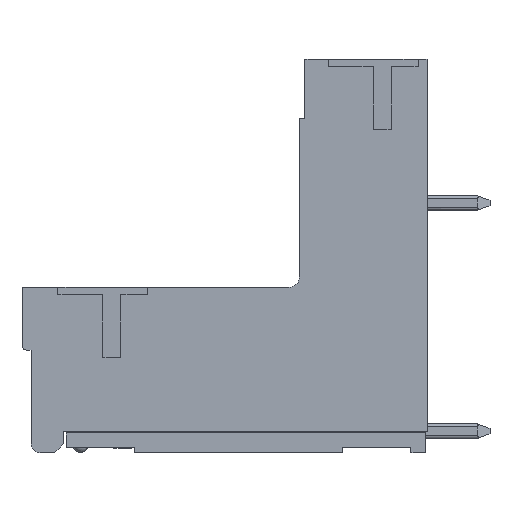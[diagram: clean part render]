
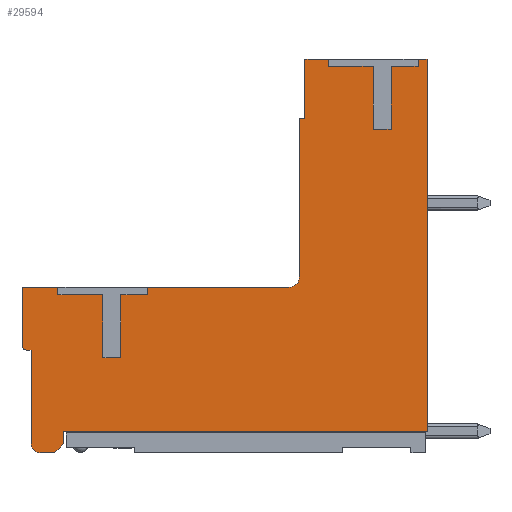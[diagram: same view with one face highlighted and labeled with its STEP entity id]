
A CAD part, left-side view. The second image highlights one B-rep face of the part: STEP entity #29594.
In plain terms, the highlighted planar face has unit normal (-1, 0, 0).
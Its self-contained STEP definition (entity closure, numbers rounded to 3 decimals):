
#7398=CARTESIAN_POINT('',(-19.613,-2.564,18.954));
#7399=VERTEX_POINT('',#7398);
#7406=CARTESIAN_POINT('',(-19.613,-2.564,0.));
#7407=VERTEX_POINT('',#7406);
#7408=CARTESIAN_POINT('',(-19.613,-2.564,18.954));
#7409=DIRECTION('',(0.,0.,-1.));
#7410=VECTOR('',#7409,18.954);
#7411=LINE('',#7408,#7410);
#7412=EDGE_CURVE('',#7399,#7407,#7411,.T.);
#8245=CARTESIAN_POINT('',(-19.613,15.96,0.));
#8246=VERTEX_POINT('',#8245);
#8247=CARTESIAN_POINT('',(-19.613,-2.564,0.));
#8248=DIRECTION('',(0.,1.,0.));
#8249=VECTOR('',#8248,18.523);
#8250=LINE('',#8247,#8249);
#8251=EDGE_CURVE('',#7407,#8246,#8250,.T.);
#28175=CARTESIAN_POINT('',(-19.613,15.96,-0.641));
#28176=VERTEX_POINT('',#28175);
#28177=CARTESIAN_POINT('',(-19.613,15.96,0.));
#28178=DIRECTION('',(0.,0.,-1.));
#28179=VECTOR('',#28178,0.641);
#28180=LINE('',#28177,#28179);
#28181=EDGE_CURVE('',#8246,#28176,#28180,.T.);
#28199=CARTESIAN_POINT('',(-19.613,16.417,-1.099));
#28200=VERTEX_POINT('',#28199);
#28201=CARTESIAN_POINT('',(-19.613,15.96,-0.641));
#28202=DIRECTION('',(0.,0.707,-0.707));
#28203=VECTOR('',#28202,0.647);
#28204=LINE('',#28201,#28203);
#28205=EDGE_CURVE('',#28176,#28200,#28204,.T.);
#28223=CARTESIAN_POINT('',(-19.613,17.159,-1.099));
#28224=VERTEX_POINT('',#28223);
#28225=CARTESIAN_POINT('',(-19.613,16.417,-1.099));
#28226=DIRECTION('',(0.,1.,0.));
#28227=VECTOR('',#28226,0.742);
#28228=LINE('',#28225,#28227);
#28229=EDGE_CURVE('',#28200,#28224,#28228,.T.);
#28247=CARTESIAN_POINT('',(-19.613,17.617,-0.641));
#28248=VERTEX_POINT('',#28247);
#28249=CARTESIAN_POINT('',(-19.613,17.159,-0.641));
#28250=DIRECTION('',(0.,0.,-1.));
#28251=DIRECTION('',(1.,0.,0.));
#28252=AXIS2_PLACEMENT_3D('',#28249,#28251,#28250);
#28253=CIRCLE('',#28252,0.458);
#28254=EDGE_CURVE('',#28224,#28248,#28253,.T.);
#28272=CARTESIAN_POINT('',(-19.613,17.617,4.12));
#28273=VERTEX_POINT('',#28272);
#28274=CARTESIAN_POINT('',(-19.613,17.617,-0.641));
#28275=DIRECTION('',(0.,0.,1.));
#28276=VECTOR('',#28275,4.761);
#28277=LINE('',#28274,#28276);
#28278=EDGE_CURVE('',#28248,#28273,#28277,.T.);
#28296=CARTESIAN_POINT('',(-19.613,17.809,4.12));
#28297=VERTEX_POINT('',#28296);
#28298=CARTESIAN_POINT('',(-19.613,17.617,4.12));
#28299=DIRECTION('',(0.,1.,0.));
#28300=VECTOR('',#28299,0.192);
#28301=LINE('',#28298,#28300);
#28302=EDGE_CURVE('',#28273,#28297,#28301,.T.);
#28320=CARTESIAN_POINT('',(-19.613,18.084,4.395));
#28321=VERTEX_POINT('',#28320);
#28322=CARTESIAN_POINT('',(-19.613,17.809,4.395));
#28323=DIRECTION('',(0.,0.,-1.));
#28324=DIRECTION('',(1.,0.,0.));
#28325=AXIS2_PLACEMENT_3D('',#28322,#28324,#28323);
#28326=CIRCLE('',#28325,0.275);
#28327=EDGE_CURVE('',#28297,#28321,#28326,.T.);
#28345=CARTESIAN_POINT('',(-19.613,18.084,7.325));
#28346=VERTEX_POINT('',#28345);
#28347=CARTESIAN_POINT('',(-19.613,18.084,4.395));
#28348=DIRECTION('',(0.,0.,1.));
#28349=VECTOR('',#28348,2.93);
#28350=LINE('',#28347,#28349);
#28351=EDGE_CURVE('',#28321,#28346,#28350,.T.);
#28369=CARTESIAN_POINT('',(-19.613,16.253,7.325));
#28370=VERTEX_POINT('',#28369);
#28371=CARTESIAN_POINT('',(-19.613,18.084,7.325));
#28372=DIRECTION('',(0.,-1.,0.));
#28373=VECTOR('',#28372,1.831);
#28374=LINE('',#28371,#28373);
#28375=EDGE_CURVE('',#28346,#28370,#28374,.T.);
#28393=CARTESIAN_POINT('',(-19.613,11.674,7.325));
#28394=VERTEX_POINT('',#28393);
#28401=CARTESIAN_POINT('',(-19.613,4.487,7.325));
#28402=VERTEX_POINT('',#28401);
#28403=CARTESIAN_POINT('',(-19.613,11.674,7.325));
#28404=DIRECTION('',(0.,-1.,0.));
#28405=VECTOR('',#28404,7.188);
#28406=LINE('',#28403,#28405);
#28407=EDGE_CURVE('',#28394,#28402,#28406,.T.);
#28914=CARTESIAN_POINT('',(-19.613,3.937,7.875));
#28915=VERTEX_POINT('',#28914);
#28924=CARTESIAN_POINT('',(-19.613,4.487,7.875));
#28925=DIRECTION('',(0.,0.,-1.));
#28926=DIRECTION('',(-1.,0.,0.));
#28927=AXIS2_PLACEMENT_3D('',#28924,#28926,#28925);
#28928=CIRCLE('',#28927,0.549);
#28929=EDGE_CURVE('',#28402,#28915,#28928,.T.);
#28939=CARTESIAN_POINT('',(-19.613,3.937,15.932));
#28940=VERTEX_POINT('',#28939);
#28941=CARTESIAN_POINT('',(-19.613,3.937,7.875));
#28942=DIRECTION('',(0.,0.,1.));
#28943=VECTOR('',#28942,8.058);
#28944=LINE('',#28941,#28943);
#28945=EDGE_CURVE('',#28915,#28940,#28944,.T.);
#28963=CARTESIAN_POINT('',(-19.613,3.663,15.932));
#28964=VERTEX_POINT('',#28963);
#28965=CARTESIAN_POINT('',(-19.613,3.937,15.932));
#28966=DIRECTION('',(0.,-1.,0.));
#28967=VECTOR('',#28966,0.275);
#28968=LINE('',#28965,#28967);
#28969=EDGE_CURVE('',#28940,#28964,#28968,.T.);
#28987=CARTESIAN_POINT('',(-19.613,3.663,18.954));
#28988=VERTEX_POINT('',#28987);
#28989=CARTESIAN_POINT('',(-19.613,3.663,15.932));
#28990=DIRECTION('',(0.,0.,1.));
#28991=VECTOR('',#28990,3.022);
#28992=LINE('',#28989,#28991);
#28993=EDGE_CURVE('',#28964,#28988,#28992,.T.);
#29011=CARTESIAN_POINT('',(-19.613,-2.106,18.954));
#29012=VERTEX_POINT('',#29011);
#29013=CARTESIAN_POINT('',(-19.613,-2.106,18.954));
#29014=DIRECTION('',(0.,-1.,0.));
#29015=VECTOR('',#29014,0.458);
#29016=LINE('',#29013,#29015);
#29017=EDGE_CURVE('',#29012,#7399,#29016,.T.);
#29026=CARTESIAN_POINT('',(-19.613,2.472,18.954));
#29027=VERTEX_POINT('',#29026);
#29028=CARTESIAN_POINT('',(-19.613,3.663,18.954));
#29029=DIRECTION('',(0.,-1.,0.));
#29030=VECTOR('',#29029,1.19);
#29031=LINE('',#29028,#29030);
#29032=EDGE_CURVE('',#28988,#29027,#29031,.T.);
#29461=CARTESIAN_POINT('',(-19.613,0.,0.));
#29462=DIRECTION('',(0.,0.,-1.));
#29463=DIRECTION('',(-1.,-0.,-0.));
#29464=AXIS2_PLACEMENT_3D('',#29461,#29463,#29462);
#29465=PLANE('',#29464);
#29466=ORIENTED_EDGE('',*,*,#29017,.F.);
#29467=CARTESIAN_POINT('',(-19.613,-2.106,18.587));
#29468=VERTEX_POINT('',#29467);
#29469=CARTESIAN_POINT('',(-19.613,-2.106,18.954));
#29470=DIRECTION('',(0.,0.,-1.));
#29471=VECTOR('',#29470,0.366);
#29472=LINE('',#29469,#29471);
#29473=EDGE_CURVE('',#29012,#29468,#29472,.T.);
#29474=ORIENTED_EDGE('',*,*,#29473,.T.);
#29475=CARTESIAN_POINT('',(-19.613,-0.733,18.587));
#29476=VERTEX_POINT('',#29475);
#29477=CARTESIAN_POINT('',(-19.613,-2.106,18.587));
#29478=DIRECTION('',(0.,1.,0.));
#29479=VECTOR('',#29478,1.373);
#29480=LINE('',#29477,#29479);
#29481=EDGE_CURVE('',#29468,#29476,#29480,.T.);
#29482=ORIENTED_EDGE('',*,*,#29481,.T.);
#29483=CARTESIAN_POINT('',(-19.613,-0.733,15.383));
#29484=VERTEX_POINT('',#29483);
#29485=CARTESIAN_POINT('',(-19.613,-0.733,18.587));
#29486=DIRECTION('',(0.,0.,-1.));
#29487=VECTOR('',#29486,3.205);
#29488=LINE('',#29485,#29487);
#29489=EDGE_CURVE('',#29476,#29484,#29488,.T.);
#29490=ORIENTED_EDGE('',*,*,#29489,.T.);
#29491=CARTESIAN_POINT('',(-19.613,0.183,15.383));
#29492=VERTEX_POINT('',#29491);
#29493=CARTESIAN_POINT('',(-19.613,-0.733,15.383));
#29494=DIRECTION('',(0.,1.,0.));
#29495=VECTOR('',#29494,0.916);
#29496=LINE('',#29493,#29495);
#29497=EDGE_CURVE('',#29484,#29492,#29496,.T.);
#29498=ORIENTED_EDGE('',*,*,#29497,.T.);
#29499=CARTESIAN_POINT('',(-19.613,0.183,18.587));
#29500=VERTEX_POINT('',#29499);
#29501=CARTESIAN_POINT('',(-19.613,0.183,15.383));
#29502=DIRECTION('',(0.,0.,1.));
#29503=VECTOR('',#29502,3.205);
#29504=LINE('',#29501,#29503);
#29505=EDGE_CURVE('',#29492,#29500,#29504,.T.);
#29506=ORIENTED_EDGE('',*,*,#29505,.T.);
#29507=CARTESIAN_POINT('',(-19.613,2.472,18.587));
#29508=VERTEX_POINT('',#29507);
#29509=CARTESIAN_POINT('',(-19.613,0.183,18.587));
#29510=DIRECTION('',(0.,1.,0.));
#29511=VECTOR('',#29510,2.289);
#29512=LINE('',#29509,#29511);
#29513=EDGE_CURVE('',#29500,#29508,#29512,.T.);
#29514=ORIENTED_EDGE('',*,*,#29513,.T.);
#29515=CARTESIAN_POINT('',(-19.613,2.472,18.587));
#29516=DIRECTION('',(0.,0.,1.));
#29517=VECTOR('',#29516,0.366);
#29518=LINE('',#29515,#29517);
#29519=EDGE_CURVE('',#29508,#29027,#29518,.T.);
#29520=ORIENTED_EDGE('',*,*,#29519,.T.);
#29521=ORIENTED_EDGE('',*,*,#29032,.F.);
#29522=ORIENTED_EDGE('',*,*,#28993,.F.);
#29523=ORIENTED_EDGE('',*,*,#28969,.F.);
#29524=ORIENTED_EDGE('',*,*,#28945,.F.);
#29525=ORIENTED_EDGE('',*,*,#28929,.F.);
#29526=ORIENTED_EDGE('',*,*,#28407,.F.);
#29527=CARTESIAN_POINT('',(-19.613,11.674,6.959));
#29528=VERTEX_POINT('',#29527);
#29529=CARTESIAN_POINT('',(-19.613,11.674,7.325));
#29530=DIRECTION('',(0.,0.,-1.));
#29531=VECTOR('',#29530,0.366);
#29532=LINE('',#29529,#29531);
#29533=EDGE_CURVE('',#28394,#29528,#29532,.T.);
#29534=ORIENTED_EDGE('',*,*,#29533,.T.);
#29535=CARTESIAN_POINT('',(-19.613,13.048,6.959));
#29536=VERTEX_POINT('',#29535);
#29537=CARTESIAN_POINT('',(-19.613,11.674,6.959));
#29538=DIRECTION('',(0.,1.,0.));
#29539=VECTOR('',#29538,1.373);
#29540=LINE('',#29537,#29539);
#29541=EDGE_CURVE('',#29528,#29536,#29540,.T.);
#29542=ORIENTED_EDGE('',*,*,#29541,.T.);
#29543=CARTESIAN_POINT('',(-19.613,13.048,3.754));
#29544=VERTEX_POINT('',#29543);
#29545=CARTESIAN_POINT('',(-19.613,13.048,6.959));
#29546=DIRECTION('',(0.,0.,-1.));
#29547=VECTOR('',#29546,3.205);
#29548=LINE('',#29545,#29547);
#29549=EDGE_CURVE('',#29536,#29544,#29548,.T.);
#29550=ORIENTED_EDGE('',*,*,#29549,.T.);
#29551=CARTESIAN_POINT('',(-19.613,13.964,3.754));
#29552=VERTEX_POINT('',#29551);
#29553=CARTESIAN_POINT('',(-19.613,13.048,3.754));
#29554=DIRECTION('',(0.,1.,0.));
#29555=VECTOR('',#29554,0.916);
#29556=LINE('',#29553,#29555);
#29557=EDGE_CURVE('',#29544,#29552,#29556,.T.);
#29558=ORIENTED_EDGE('',*,*,#29557,.T.);
#29559=CARTESIAN_POINT('',(-19.613,13.964,6.959));
#29560=VERTEX_POINT('',#29559);
#29561=CARTESIAN_POINT('',(-19.613,13.964,3.754));
#29562=DIRECTION('',(0.,0.,1.));
#29563=VECTOR('',#29562,3.205);
#29564=LINE('',#29561,#29563);
#29565=EDGE_CURVE('',#29552,#29560,#29564,.T.);
#29566=ORIENTED_EDGE('',*,*,#29565,.T.);
#29567=CARTESIAN_POINT('',(-19.613,16.253,6.959));
#29568=VERTEX_POINT('',#29567);
#29569=CARTESIAN_POINT('',(-19.613,13.964,6.959));
#29570=DIRECTION('',(0.,1.,0.));
#29571=VECTOR('',#29570,2.289);
#29572=LINE('',#29569,#29571);
#29573=EDGE_CURVE('',#29560,#29568,#29572,.T.);
#29574=ORIENTED_EDGE('',*,*,#29573,.T.);
#29575=CARTESIAN_POINT('',(-19.613,16.253,6.959));
#29576=DIRECTION('',(0.,0.,1.));
#29577=VECTOR('',#29576,0.366);
#29578=LINE('',#29575,#29577);
#29579=EDGE_CURVE('',#29568,#28370,#29578,.T.);
#29580=ORIENTED_EDGE('',*,*,#29579,.T.);
#29581=ORIENTED_EDGE('',*,*,#28375,.F.);
#29582=ORIENTED_EDGE('',*,*,#28351,.F.);
#29583=ORIENTED_EDGE('',*,*,#28327,.F.);
#29584=ORIENTED_EDGE('',*,*,#28302,.F.);
#29585=ORIENTED_EDGE('',*,*,#28278,.F.);
#29586=ORIENTED_EDGE('',*,*,#28254,.F.);
#29587=ORIENTED_EDGE('',*,*,#28229,.F.);
#29588=ORIENTED_EDGE('',*,*,#28205,.F.);
#29589=ORIENTED_EDGE('',*,*,#28181,.F.);
#29590=ORIENTED_EDGE('',*,*,#8251,.F.);
#29591=ORIENTED_EDGE('',*,*,#7412,.F.);
#29592=EDGE_LOOP('',(#29466,#29474,#29482,#29490,#29498,#29506,#29514,#29520,#29521,#29522,#29523,#29524,#29525,#29526,#29534,#29542,#29550,#29558,#29566,#29574,#29580,#29581,#29582,#29583,#29584,#29585,#29586,#29587,#29588,#29589,#29590,#29591));
#29593=FACE_OUTER_BOUND('',#29592,.T.);
#29594=ADVANCED_FACE('',(#29593),#29465,.T.);
